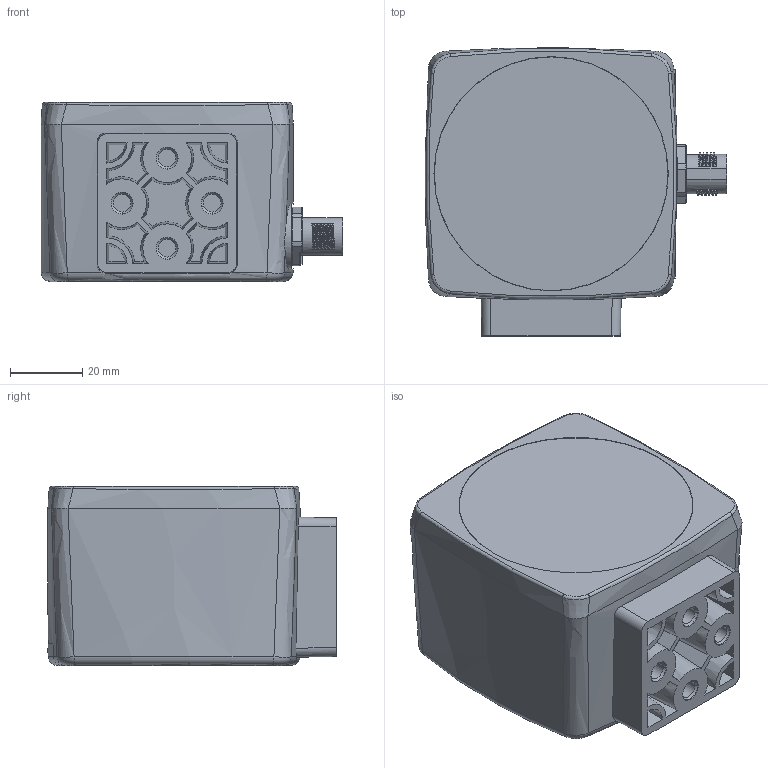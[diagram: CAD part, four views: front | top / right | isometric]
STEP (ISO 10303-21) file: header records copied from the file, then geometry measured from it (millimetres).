
FILE_DESCRIPTION((''),'2;1');
FILE_NAME('07BG06_SW0002','2012-01-24T',('dhelisch'),(''),'PRO/ENGINEER BY PARAMETRIC TECHNOLOGY CORPORATION, 2007250','PRO/ENGINEER BY PARAMETRIC TECHNOLOGY CORPORATION, 2007250','');
FILE_SCHEMA(('CONFIG_CONTROL_DESIGN'));
Length unit declared in the file: millimetre
Products named in the file (1): 07BG06_SW0002
Bounding box: 83.8 x 80 x 49.7 mm (x, y, z)
Volume: 227889.5 mm3; surface area: 40807 mm2
Topology: 2 solids, 2 shells, 665 faces, 1670 edges, 1033 vertices
Faces by surface type: plane 234, cylinder 161, bspline 137, cone 84, torus 39, extrusion 6, sphere 4
Entity records: 30707 total; most frequent: CARTESIAN_POINT 13066, ORIENTED_EDGE 3334, DIRECTION 2699, EDGE_CURVE 1667, VERTEX_POINT 1033, AXIS2_PLACEMENT_3D 1018, EDGE_LOOP 712, FACE_OUTER_BOUND 665
